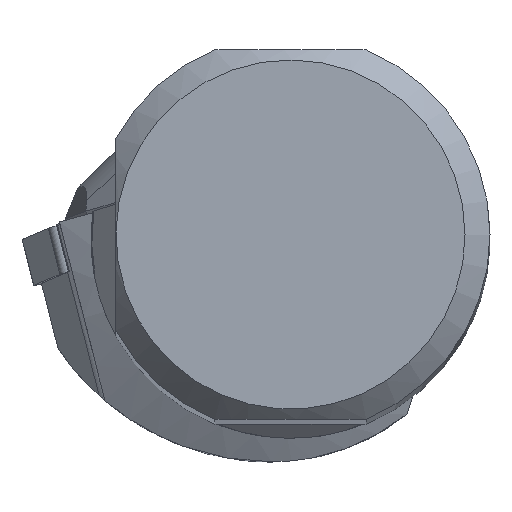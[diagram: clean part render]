
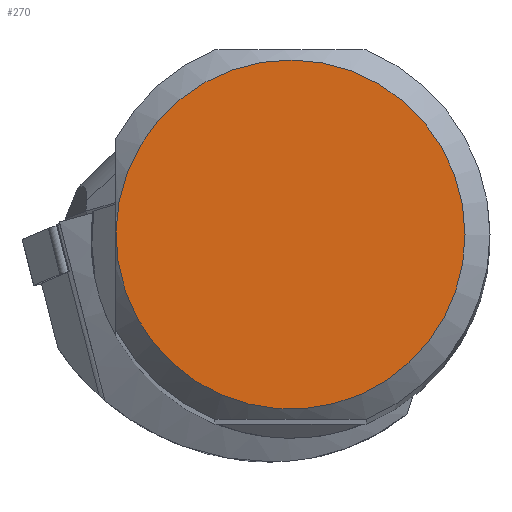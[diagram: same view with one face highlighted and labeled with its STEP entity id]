
A CAD part, top view. The second image highlights one B-rep face of the part: STEP entity #270.
In plain terms, the highlighted planar face has unit normal (0, 0, 1).
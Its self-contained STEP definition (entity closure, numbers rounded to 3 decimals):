
#191=FACE_OUTER_BOUND('',#661,.T.);
#270=ADVANCED_FACE('CU_SU_BP3',(#191),#331,.T.);
#331=PLANE('',#1730);
#661=EDGE_LOOP('',(#916));
#916=ORIENTED_EDGE('',*,*,#1429,.T.);
#1249=VERTEX_POINT('',#2626);
#1429=EDGE_CURVE('',#1249,#1249,#1544,.T.);
#1544=CIRCLE('',#1729,17.489);
#1729=AXIS2_PLACEMENT_3D('',#2625,#2045,#2046);
#1730=AXIS2_PLACEMENT_3D('',#2627,#2047,#2048);
#2045=DIRECTION('',(0.,0.,1.));
#2046=DIRECTION('',(1.,0.,0.));
#2047=DIRECTION('',(0.,0.,1.));
#2048=DIRECTION('',(1.,0.,0.));
#2625=CARTESIAN_POINT('',(0.,0.,0.));
#2626=CARTESIAN_POINT('',(17.489,0.,0.));
#2627=CARTESIAN_POINT('',(0.,0.,
0.));
